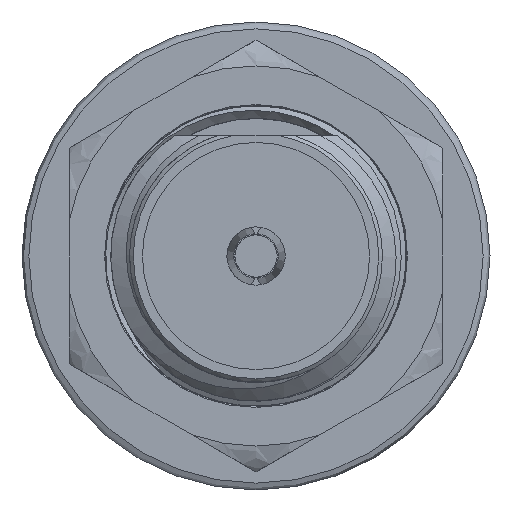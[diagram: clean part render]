
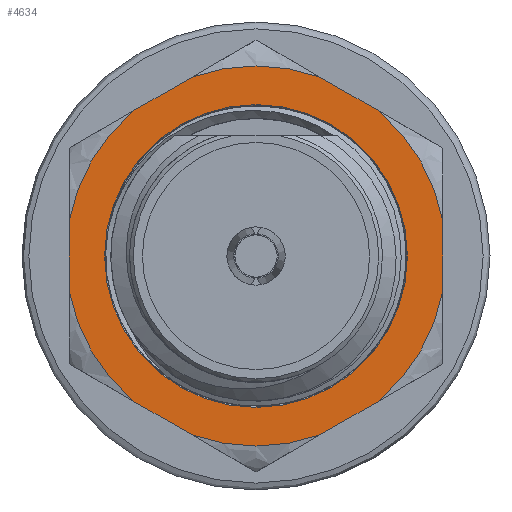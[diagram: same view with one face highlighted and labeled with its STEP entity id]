
A CAD part, front view. The second image highlights one B-rep face of the part: STEP entity #4634.
In plain terms, the highlighted planar face has unit normal (0, -1, 0).
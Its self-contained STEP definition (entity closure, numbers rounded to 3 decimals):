
#569=LINE('',#8471,#809);
#573=LINE('',#8489,#813);
#575=LINE('',#8504,#815);
#579=LINE('',#8523,#819);
#582=LINE('',#8540,#822);
#584=LINE('',#8555,#824);
#809=VECTOR('',#7289,1000.);
#813=VECTOR('',#7299,1000.);
#815=VECTOR('',#7307,1000.);
#819=VECTOR('',#7317,1000.);
#822=VECTOR('',#7326,1000.);
#824=VECTOR('',#7334,1000.);
#1347=ORIENTED_EDGE('',*,*,#2596,.T.);
#1348=ORIENTED_EDGE('',*,*,#2558,.F.);
#1349=ORIENTED_EDGE('',*,*,#2594,.T.);
#1350=ORIENTED_EDGE('',*,*,#2555,.F.);
#1351=ORIENTED_EDGE('',*,*,#2564,.T.);
#1352=ORIENTED_EDGE('',*,*,#2551,.F.);
#1353=ORIENTED_EDGE('',*,*,#2571,.T.);
#1354=ORIENTED_EDGE('',*,*,#2549,.F.);
#1355=ORIENTED_EDGE('',*,*,#2576,.T.);
#1356=ORIENTED_EDGE('',*,*,#2546,.F.);
#1357=ORIENTED_EDGE('',*,*,#2583,.T.);
#1358=ORIENTED_EDGE('',*,*,#2543,.F.);
#1359=ORIENTED_EDGE('',*,*,#2589,.T.);
#2543=EDGE_CURVE('',#3207,#3209,#3649,.F.);
#2546=EDGE_CURVE('',#3210,#3212,#3650,.F.);
#2549=EDGE_CURVE('',#3213,#3215,#3651,.F.);
#2551=EDGE_CURVE('',#3216,#3217,#3652,.F.);
#2555=EDGE_CURVE('',#3219,#3221,#3653,.F.);
#2558=EDGE_CURVE('',#3222,#3224,#3654,.F.);
#2564=EDGE_CURVE('',#3219,#3217,#569,.T.);
#2571=EDGE_CURVE('',#3216,#3215,#573,.T.);
#2576=EDGE_CURVE('',#3213,#3212,#575,.T.);
#2583=EDGE_CURVE('',#3210,#3209,#579,.T.);
#2589=EDGE_CURVE('',#3207,#3224,#582,.T.);
#2594=EDGE_CURVE('',#3222,#3221,#584,.T.);
#2596=EDGE_CURVE('',#3243,#3243,#3661,.F.);
#3207=VERTEX_POINT('',#8382);
#3209=VERTEX_POINT('',#8385);
#3210=VERTEX_POINT('',#8395);
#3212=VERTEX_POINT('',#8398);
#3213=VERTEX_POINT('',#8408);
#3215=VERTEX_POINT('',#8411);
#3216=VERTEX_POINT('',#8418);
#3217=VERTEX_POINT('',#8419);
#3219=VERTEX_POINT('',#8434);
#3221=VERTEX_POINT('',#8437);
#3222=VERTEX_POINT('',#8447);
#3224=VERTEX_POINT('',#8450);
#3243=VERTEX_POINT('',#8559);
#3649=CIRCLE('',#6612,4.142);
#3650=CIRCLE('',#6614,4.142);
#3651=CIRCLE('',#6616,4.142);
#3652=CIRCLE('',#6618,4.142);
#3653=CIRCLE('',#6620,4.142);
#3654=CIRCLE('',#6622,4.142);
#3661=CIRCLE('',#6642,3.3);
#3880=EDGE_LOOP('',(#1347));
#3881=EDGE_LOOP('',(#1348,#1349,#1350,#1351,#1352,#1353,#1354,#1355,#1356,
#1357,#1358,#1359));
#4215=FACE_BOUND('',#3880,.T.);
#4216=FACE_BOUND('',#3881,.T.);
#4504=PLANE('',#6641);
#4634=ADVANCED_FACE('',(#4215,#4216),#4504,.T.);
#6612=AXIS2_PLACEMENT_3D('',#8384,#7260,#7261);
#6614=AXIS2_PLACEMENT_3D('',#8397,#7264,#7265);
#6616=AXIS2_PLACEMENT_3D('',#8410,#7268,#7269);
#6618=AXIS2_PLACEMENT_3D('',#8417,#7272,#7273);
#6620=AXIS2_PLACEMENT_3D('',#8436,#7276,#7277);
#6622=AXIS2_PLACEMENT_3D('',#8449,#7280,#7281);
#6641=AXIS2_PLACEMENT_3D('',#8557,#7336,#7337);
#6642=AXIS2_PLACEMENT_3D('',#8558,#7338,#7339);
#7260=DIRECTION('',(0.,-1.,0.));
#7261=DIRECTION('',(1.,0.,0.));
#7264=DIRECTION('',(0.,-1.,0.));
#7265=DIRECTION('',(1.,0.,0.));
#7268=DIRECTION('',(0.,-1.,0.));
#7269=DIRECTION('',(1.,0.,0.));
#7272=DIRECTION('',(0.,-1.,0.));
#7273=DIRECTION('',(1.,0.,0.));
#7276=DIRECTION('',(0.,-1.,0.));
#7277=DIRECTION('',(1.,0.,0.));
#7280=DIRECTION('',(0.,-1.,0.));
#7281=DIRECTION('',(1.,0.,0.));
#7289=DIRECTION('',(-0.866,0.,0.5));
#7299=DIRECTION('',(-0.866,0.,-0.5));
#7307=DIRECTION('',(0.,0.,-1.));
#7317=DIRECTION('',(0.866,0.,-0.5));
#7326=DIRECTION('',(0.866,0.,0.5));
#7334=DIRECTION('',(0.,0.,1.));
#7336=DIRECTION('',(0.,-1.,0.));
#7337=DIRECTION('',(1.,0.,0.));
#7338=DIRECTION('',(0.,-1.,0.));
#7339=DIRECTION('',(1.,0.,0.));
#8382=CARTESIAN_POINT('',(1.393,-74.215,-3.901));
#8384=CARTESIAN_POINT('',(0.,-74.215,0.));
#8385=CARTESIAN_POINT('',(-1.393,-74.215,-3.901));
#8395=CARTESIAN_POINT('',(-2.682,-74.215,-3.157));
#8397=CARTESIAN_POINT('',(0.,-74.215,0.));
#8398=CARTESIAN_POINT('',(-4.075,-74.215,-0.744));
#8408=CARTESIAN_POINT('',(-4.075,-74.215,0.744));
#8410=CARTESIAN_POINT('',(0.,-74.215,0.));
#8411=CARTESIAN_POINT('',(-2.682,-74.215,3.157));
#8417=CARTESIAN_POINT('',(0.,-74.215,0.));
#8418=CARTESIAN_POINT('',(-1.393,-74.215,3.901));
#8419=CARTESIAN_POINT('',(1.393,-74.215,3.901));
#8434=CARTESIAN_POINT('',(2.682,-74.215,3.157));
#8436=CARTESIAN_POINT('',(0.,-74.215,0.));
#8437=CARTESIAN_POINT('',(4.075,-74.215,0.744));
#8447=CARTESIAN_POINT('',(4.075,-74.215,-0.744));
#8449=CARTESIAN_POINT('',(0.,-74.215,0.));
#8450=CARTESIAN_POINT('',(2.682,-74.215,-3.157));
#8471=CARTESIAN_POINT('',(4.075,-74.215,2.353));
#8489=CARTESIAN_POINT('',(0.,-74.215,4.705));
#8504=CARTESIAN_POINT('',(-4.075,-74.215,2.353));
#8523=CARTESIAN_POINT('',(-4.075,-74.215,-2.353));
#8540=CARTESIAN_POINT('',(0.,-74.215,-4.705));
#8555=CARTESIAN_POINT('',(4.075,-74.215,-2.353));
#8557=CARTESIAN_POINT('',(0.,-74.215,0.));
#8558=CARTESIAN_POINT('',(0.,-74.215,0.));
#8559=CARTESIAN_POINT('',(3.3,-74.215,0.));
